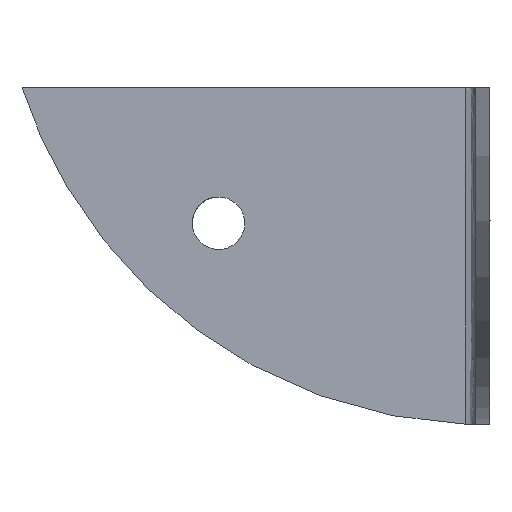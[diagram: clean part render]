
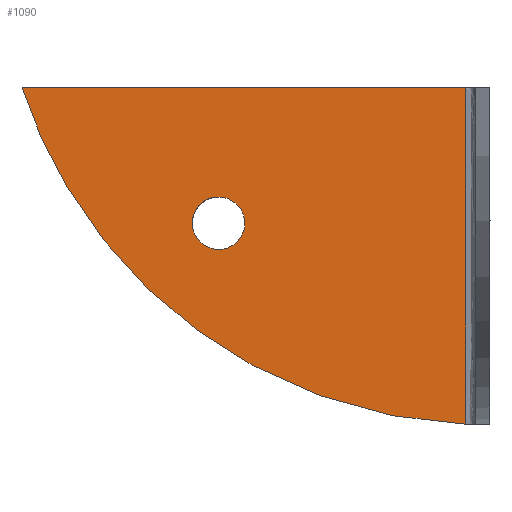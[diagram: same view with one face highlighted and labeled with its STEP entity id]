
A CAD part, left-side view. The second image highlights one B-rep face of the part: STEP entity #1090.
In plain terms, the highlighted free-form (B-spline) face has degree [1, 1] with [2, 2] control points.
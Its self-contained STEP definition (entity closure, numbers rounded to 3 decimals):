
#79=CARTESIAN_POINT('',(-1.6,31.782,21.181));
#80=VERTEX_POINT('',#79);
#86=CARTESIAN_POINT('',(-1.6,29.0,18.7));
#87=VERTEX_POINT('',#86);
#88=CARTESIAN_POINT('',(-1.6,31.782,21.181));
#89=CARTESIAN_POINT('',(-1.6,31.497,18.7));
#90=CARTESIAN_POINT('',(-1.6,29.0,18.7));
#98=(BOUNDED_CURVE()B_SPLINE_CURVE(2,(#88,#89,#90),.UNSPECIFIED.,.F.,.U.)B_SPLINE_CURVE_WITH_KNOTS((3,3),(0.27,0.5),.UNSPECIFIED.)CURVE()GEOMETRIC_REPRESENTATION_ITEM()RATIONAL_B_SPLINE_CURVE((0.957,0.73,1.0))REPRESENTATION_ITEM(''));
#99=EDGE_CURVE('',#80,#87,#98,.T.);
#101=CARTESIAN_POINT('',(-1.6,26.205,21.329));
#102=VERTEX_POINT('',#101);
#103=CARTESIAN_POINT('',(-1.6,29.0,18.7));
#104=CARTESIAN_POINT('',(-1.6,26.366,18.7));
#105=CARTESIAN_POINT('',(-1.6,26.205,21.329));
#113=(BOUNDED_CURVE()B_SPLINE_CURVE(2,(#103,#104,#105),.UNSPECIFIED.,.F.,.U.)B_SPLINE_CURVE_WITH_KNOTS((3,3),(0.5,0.739),.UNSPECIFIED.)CURVE()GEOMETRIC_REPRESENTATION_ITEM()RATIONAL_B_SPLINE_CURVE((1.0,0.72,0.976))REPRESENTATION_ITEM(''));
#114=EDGE_CURVE('',#87,#102,#113,.T.);
#209=CARTESIAN_POINT('',(-1.6,29.0,24.3));
#210=VERTEX_POINT('',#209);
#211=CARTESIAN_POINT('',(-1.6,26.205,21.329));
#212=CARTESIAN_POINT('',(-1.6,26.2,21.414));
#213=CARTESIAN_POINT('',(-1.6,26.2,21.5));
#214=CARTESIAN_POINT('',(-1.6,26.2,24.3));
#215=CARTESIAN_POINT('',(-1.6,29.0,24.3));
#223=(BOUNDED_CURVE()B_SPLINE_CURVE(2,(#211,#212,#213,#214,#215),.UNSPECIFIED.,.F.,.U.)B_SPLINE_CURVE_WITH_KNOTS((3,2,3),(0.739,0.75,1.0),.UNSPECIFIED.)CURVE()GEOMETRIC_REPRESENTATION_ITEM()RATIONAL_B_SPLINE_CURVE((0.976,0.988,1.0,0.707,1.0))REPRESENTATION_ITEM(''));
#224=EDGE_CURVE('',#102,#210,#223,.T.);
#226=CARTESIAN_POINT('',(-1.6,29.0,24.3));
#227=CARTESIAN_POINT('',(-1.6,31.8,24.3));
#228=CARTESIAN_POINT('',(-1.6,31.8,21.5));
#229=CARTESIAN_POINT('',(-1.6,31.8,21.34));
#230=CARTESIAN_POINT('',(-1.6,31.782,21.181));
#238=(BOUNDED_CURVE()B_SPLINE_CURVE(2,(#226,#227,#228,#229,#230),.UNSPECIFIED.,.F.,.U.)B_SPLINE_CURVE_WITH_KNOTS((3,2,3),(0.0,0.25,0.27),.UNSPECIFIED.)CURVE()GEOMETRIC_REPRESENTATION_ITEM()RATIONAL_B_SPLINE_CURVE((1.0,0.707,1.0,0.977,0.957))REPRESENTATION_ITEM(''));
#239=EDGE_CURVE('',#210,#80,#238,.T.);
#823=CARTESIAN_POINT('',(-1.6,2.6,36.0));
#824=VERTEX_POINT('',#823);
#838=CARTESIAN_POINT('',(-1.6,2.6,0.03));
#839=VERTEX_POINT('',#838);
#840=CARTESIAN_POINT('',(-1.6,2.6,0.03));
#841=CARTESIAN_POINT('',(-1.6,2.6,36.0));
#842=QUASI_UNIFORM_CURVE('',1,(#840,#841),.UNSPECIFIED.,.F.,.U.);
#843=EDGE_CURVE('',#839,#824,#842,.T.);
#914=CARTESIAN_POINT('',(-1.6,50.,36.));
#915=VERTEX_POINT('',#914);
#916=CARTESIAN_POINT('',(-1.6,2.6,0.03));
#917=CARTESIAN_POINT('',(-1.6,38.846,1.482));
#918=CARTESIAN_POINT('',(-1.6,50.,36.));
#926=(BOUNDED_CURVE()B_SPLINE_CURVE(2,(#916,#917,#918),.UNSPECIFIED.,.F.,.U.)CURVE()GEOMETRIC_REPRESENTATION_ITEM()QUASI_UNIFORM_CURVE()RATIONAL_B_SPLINE_CURVE((1.0,0.82,1.0))REPRESENTATION_ITEM(''));
#927=EDGE_CURVE('',#839,#915,#926,.T.);
#1042=CARTESIAN_POINT('',(-1.6,50.,36.));
#1043=CARTESIAN_POINT('',(-1.6,2.6,36.0));
#1044=QUASI_UNIFORM_CURVE('',1,(#1042,#1043),.UNSPECIFIED.,.F.,.U.);
#1045=EDGE_CURVE('',#915,#824,#1044,.T.);
#1074=CARTESIAN_POINT('',(-1.6,0.232,-1.766));
#1075=CARTESIAN_POINT('',(-1.6,52.368,-1.766));
#1076=CARTESIAN_POINT('',(-1.6,0.232,37.797));
#1077=CARTESIAN_POINT('',(-1.6,52.368,37.797));
#1078=B_SPLINE_SURFACE_WITH_KNOTS('',1,1,((#1074,#1076),(#1075,#1077)),.UNSPECIFIED.,.F.,.F.,.U.,(2,2),(2,2),(0.0,52.135),(0.0,39.563),.UNSPECIFIED.);
#1079=ORIENTED_EDGE('',*,*,#927,.F.);
#1080=ORIENTED_EDGE('',*,*,#843,.T.);
#1081=ORIENTED_EDGE('',*,*,#1045,.F.);
#1082=EDGE_LOOP('',(#1079,#1080,#1081));
#1083=FACE_OUTER_BOUND('',#1082,.T.);
#1084=ORIENTED_EDGE('',*,*,#114,.F.);
#1085=ORIENTED_EDGE('',*,*,#99,.F.);
#1086=ORIENTED_EDGE('',*,*,#239,.F.);
#1087=ORIENTED_EDGE('',*,*,#224,.F.);
#1088=EDGE_LOOP('',(#1084,#1085,#1086,#1087));
#1089=FACE_BOUND('',#1088,.T.);
#1090=ADVANCED_FACE('',(#1083,#1089),#1078,.F.);
